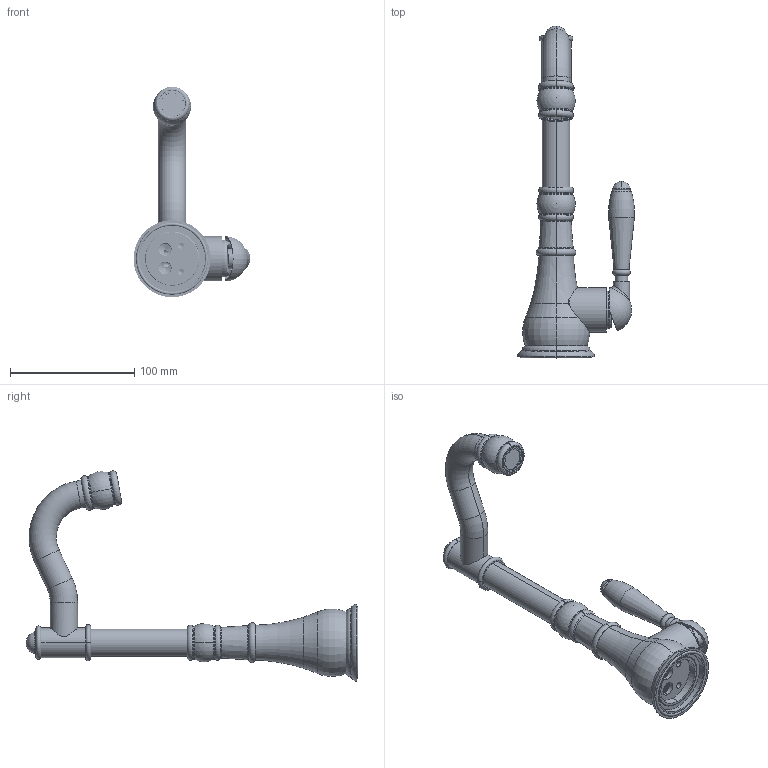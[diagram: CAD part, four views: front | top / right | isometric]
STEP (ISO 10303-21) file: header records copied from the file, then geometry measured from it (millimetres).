
FILE_DESCRIPTION (( 'STEP AP203' ), '1' );
FILE_NAME ('MV1010LCHPE.STEP', '2020-02-26T00:49:04', ( 'Windows 蚚誧' ), ( '' ), 'SwSTEP 2.0', 'SolidWorks 2019', '' );
FILE_SCHEMA (( 'CONFIG_CONTROL_DESIGN' ));
Length unit declared in the file: millimetre
Products named in the file (32): MV三通25阀体; 22嘉萎奪爾諉芛; 175枎棟忒梟裝; 58x2.5 O型圈 - UA70MV三通底帽; 22嘉萎醱髓奪ㄗ爾諉ㄘ; MV1040ACHE; 175忒梟裝簽; 三通主体组25配陶瓷杆; MV三通手柄 陶瓷杆; MV1010LCHPE; MV堤阨諳; 7x1.5 O型圈; 22古典厨房直管（焊接）; 醱髓荎宒郪; 170三通面盆装饰盖; 臟賙M21.5X1堤阨厙; MV三通25阀套; M16x1 22奪爾諉芛; 22古典厨房直管焊接管; 175忒梟蟀諉裝; MV三通面盆底帽; MV堤阨奪蚾庉芛; MV堤阨諳ㄗ郪ㄘ; 囀鞠褒す傷蹟佪 M5x25 (G12010G00); MV22堤阨奪蟀諉璃;   M70SB12C   MV三通手柄座; 22嘉萎醱髓爾諉奪; MV22堤阨奪蟀諉璃ㄗ郪ㄘ; MV22古典出水管装饰圈; M16X1 22奪爾諉簽; M5x5 囀鞠褒す傷蹟佪; 175忒梟裝芛
Assembly tree (32 placements, depth 5):
  MV1010LCHPE
    三通主体组25配陶瓷杆
      MV三通25阀体
      MV三通25阀套
      170三通面盆装饰盖
      MV三通面盆底帽
      M5x5 囀鞠褒す傷蹟佪
      58x2.5 O型圈 - UA70MV三通底帽
      MV三通手柄 陶瓷杆
          M70SB12C   MV三通手柄座
        175枎棟忒梟裝
        175忒梟裝簽
        175忒梟裝芛
        175忒梟蟀諉裝
        囀鞠褒す傷蹟佪 M5x25 (G12010G00)
        7x1.5 O型圈
    MV1040ACHE
      醱髓荎宒郪
        22古典厨房直管（焊接）
          22古典厨房直管焊接管
          M16x1 22奪爾諉芛  x2
        MV堤阨奪蚾庉芛
        22嘉萎醱髓奪ㄗ爾諉ㄘ
          22嘉萎奪爾諉芛
          22嘉萎醱髓爾諉奪
          M16X1 22奪爾諉簽
        MV22古典出水管装饰圈
        MV22堤阨奪蟀諉璃ㄗ郪ㄘ
          MV22堤阨奪蟀諉璃
      MV堤阨諳ㄗ郪ㄘ
        MV堤阨諳
        臟賙M21.5X1堤阨厙
Bounding box: 94.02 x 266.81 x 169.23 mm (x, y, z)
Volume: 175684.3 mm3; surface area: 120012.1 mm2
Topology: 25 solids, 26 shells, 1151 faces, 2988 edges, 1919 vertices
Faces by surface type: cylinder 617, plane 189, cone 130, torus 103, bspline 100, sphere 12
Entity records: 99189 total; most frequent: CARTESIAN_POINT 71464, ORIENTED_EDGE 5704, DIRECTION 4580, EDGE_CURVE 2852, AXIS2_PLACEMENT_3D 1859, VERTEX_POINT 1850, EDGE_LOOP 1218, ADVANCED_FACE 1113
